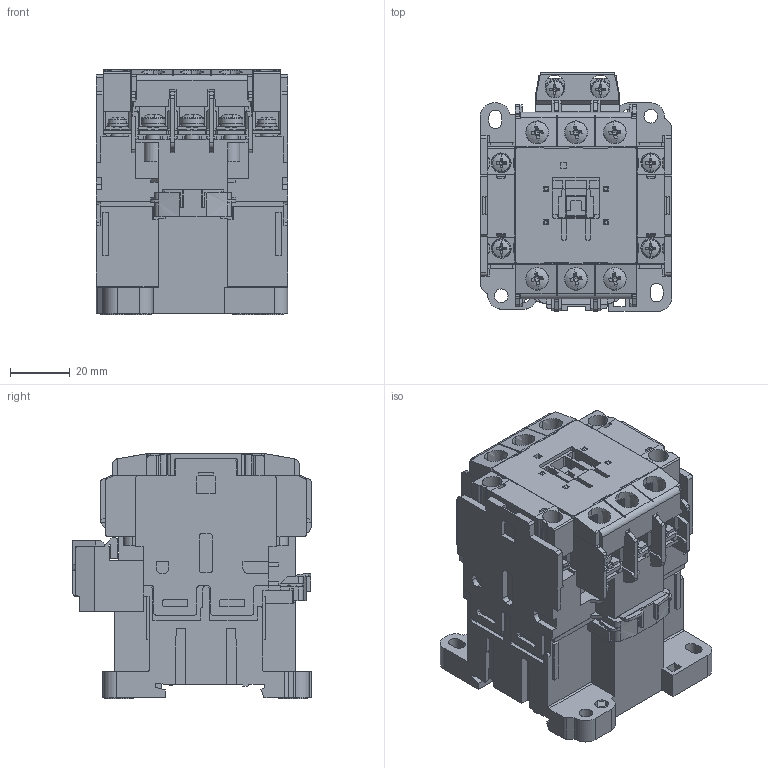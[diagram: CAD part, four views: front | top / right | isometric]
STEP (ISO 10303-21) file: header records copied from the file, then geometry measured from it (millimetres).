
FILE_DESCRIPTION (( 'STEP AP214' ), '1' );
FILE_NAME ('SC20-38DA.STEP', '2023-12-27T00:13:02', ( '' ), ( '' ), 'SwSTEP 2.0', 'SolidWorks 2024', '' );
FILE_SCHEMA (( 'AUTOMOTIVE_DESIGN' ));
Length unit declared in the file: millimetre
Products named in the file (18): cross recessed pan head screw_jis_JIS B 1111 Cross recessed pan head screw - M4 x 10 - Z --10N; SC20-38DA_bottom cover; Plate_M3P5_7P6; SC20-38DA_Main terminal cover; Copy of Screw M4^SC20-38DA; cross recessed pan head screw_jis_JIS B 1111 Cross recessed pan head screw - M3.5 x 8 - Z --8N; spring lock washer_2_jis_JIS B 1251 No.2 4; SC20-38DA Aux copper band; SC20-38DA Coil plate band; SC20-38DA Aux terminal cover; SC20-38DA; Plate_M4_9P7-9P7 flat; SC20-38DA Main copper band; SC20-38DA_coil terminal cover; SC20-38DA_Case^SC20-38DA; Copy of Screw M3P5^SC20-38DA; spring lock washer_2_jis_JIS B 1251 No.2 3.5; SC20-38DA_Case
Assembly tree (33 placements, depth 3):
  SC20-38DA
    SC20-38DA_Case^SC20-38DA
      SC20-38DA_Case
      SC20-38DA Main copper band  x3
      SC20-38DA Coil plate band  x2
      SC20-38DA Aux copper band  x2
      SC20-38DA_bottom cover
    Copy of Screw M3P5^SC20-38DA  x6
      Plate_M3P5_7P6
      spring lock washer_2_jis_JIS B 1251 No.2 3.5
      cross recessed pan head screw_jis_JIS B 1111 Cross recessed pan head screw - M3.5 x 8 - Z --8N
    Copy of Screw M4^SC20-38DA  x6
      Plate_M4_9P7-9P7 flat
      spring lock washer_2_jis_JIS B 1251 No.2 4
      cross recessed pan head screw_jis_JIS B 1111 Cross recessed pan head screw - M4 x 10 - Z --10N
    SC20-38DA_Main terminal cover  x2
    SC20-38DA_coil terminal cover
    SC20-38DA Aux terminal cover  x2
Bounding box: 64 x 79.7 x 82 mm (x, y, z)
Volume: 244474.5 mm3; surface area: 87538.6 mm2
Topology: 53 solids, 53 shells, 3504 faces, 9932 edges, 6514 vertices
Faces by surface type: plane 2763, cylinder 529, cone 128, torus 48, sphere 24, bspline 12
Entity records: 84331 total; most frequent: CARTESIAN_POINT 13318, ORIENTED_EDGE 12208, DIRECTION 11214, EDGE_CURVE 6104, VECTOR 5086, LINE 5086, VERTEX_POINT 4032, AXIS2_PLACEMENT_3D 3064
